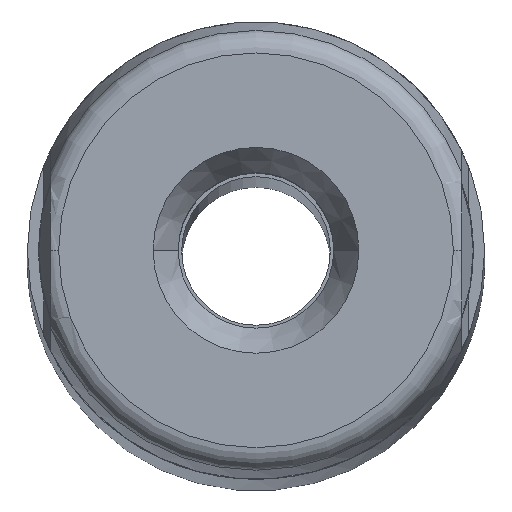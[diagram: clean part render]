
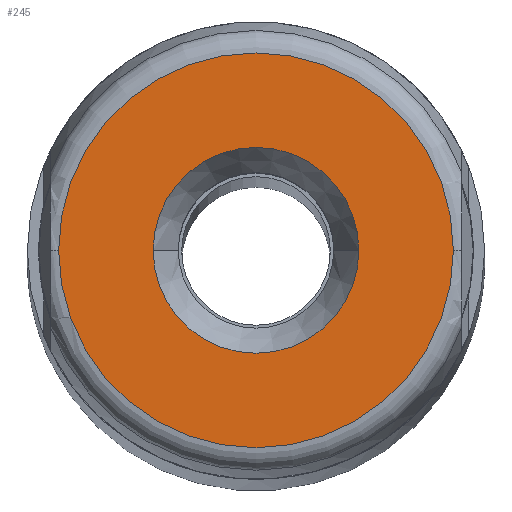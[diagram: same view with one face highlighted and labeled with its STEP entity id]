
A CAD part, top view. The second image highlights one B-rep face of the part: STEP entity #245.
In plain terms, the highlighted planar face has unit normal (0, 0, 1).
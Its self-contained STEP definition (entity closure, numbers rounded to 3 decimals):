
#148 = EDGE_CURVE ( 'NONE', #478, #343, #876, .T. ) ;
#186 = EDGE_LOOP ( 'NONE', ( #274, #267 ) ) ;
#240 = EDGE_LOOP ( 'NONE', ( #247, #357 ) ) ;
#245 = ADVANCED_FACE ( 'NONE', ( #938, #1032 ), #972, .F. ) ;
#247 = ORIENTED_EDGE ( 'NONE', *, *, #385, .T. ) ;
#264 = EDGE_CURVE ( 'NONE', #496, #486, #974, .T. ) ;
#267 = ORIENTED_EDGE ( 'NONE', *, *, #397, .F. ) ;
#274 = ORIENTED_EDGE ( 'NONE', *, *, #264, .F. ) ;
#343 = VERTEX_POINT ( 'NONE', #1114 ) ;
#357 = ORIENTED_EDGE ( 'NONE', *, *, #148, .T. ) ;
#385 = EDGE_CURVE ( 'NONE', #343, #478, #1331, .T. ) ;
#397 = EDGE_CURVE ( 'NONE', #486, #496, #1375, .T. ) ;
#478 = VERTEX_POINT ( 'NONE', #1266 ) ;
#486 = VERTEX_POINT ( 'NONE', #1482 ) ;
#496 = VERTEX_POINT ( 'NONE', #1470 ) ;
#866 = AXIS2_PLACEMENT_3D ( 'NONE', #871, #870, #869 ) ;
#869 = DIRECTION ( 'NONE',  ( 1., 0., 0. ) ) ;
#870 = DIRECTION ( 'NONE',  ( 0., 0., 1. ) ) ;
#871 = CARTESIAN_POINT ( 'NONE',  ( 0., 0., 0. ) ) ;
#876 = CIRCLE ( 'NONE', #866, 8.632 ) ;
#938 = FACE_BOUND ( 'NONE', #186, .T. ) ;
#964 = DIRECTION ( 'NONE',  ( -1., 0., 0. ) ) ;
#972 = PLANE ( 'NONE',  #1033 ) ;
#974 = CIRCLE ( 'NONE', #981, 4.5 ) ;
#981 = AXIS2_PLACEMENT_3D ( 'NONE', #1001, #1000, #999 ) ;
#999 = DIRECTION ( 'NONE',  ( 1., 0., 0. ) ) ;
#1000 = DIRECTION ( 'NONE',  ( 0., 0., 1. ) ) ;
#1001 = CARTESIAN_POINT ( 'NONE',  ( 0., 0., 0. ) ) ;
#1026 = CARTESIAN_POINT ( 'NONE',  ( 0., 0., 0. ) ) ;
#1027 = DIRECTION ( 'NONE',  ( 0., 0., -1. ) ) ;
#1032 = FACE_OUTER_BOUND ( 'NONE', #240, .T. ) ;
#1033 = AXIS2_PLACEMENT_3D ( 'NONE', #1026, #1027, #964 ) ;
#1114 = CARTESIAN_POINT ( 'NONE',  ( 8.632, 0., 0. ) ) ;
#1266 = CARTESIAN_POINT ( 'NONE',  ( -8.632, 0., 0. ) ) ;
#1322 = DIRECTION ( 'NONE',  ( 1., 0., 0. ) ) ;
#1323 = DIRECTION ( 'NONE',  ( 0., 0., 1. ) ) ;
#1324 = CARTESIAN_POINT ( 'NONE',  ( 0., 0., 0. ) ) ;
#1325 = AXIS2_PLACEMENT_3D ( 'NONE', #1324, #1323, #1322 ) ;
#1327 = AXIS2_PLACEMENT_3D ( 'NONE', #1385, #1384, #1383 ) ;
#1331 = CIRCLE ( 'NONE', #1327, 8.632 ) ;
#1375 = CIRCLE ( 'NONE', #1325, 4.5 ) ;
#1383 = DIRECTION ( 'NONE',  ( 1., 0., 0. ) ) ;
#1384 = DIRECTION ( 'NONE',  ( 0., 0., 1. ) ) ;
#1385 = CARTESIAN_POINT ( 'NONE',  ( 0., 0., 0. ) ) ;
#1470 = CARTESIAN_POINT ( 'NONE',  ( 4.5, 0., 0. ) ) ;
#1482 = CARTESIAN_POINT ( 'NONE',  ( -4.5, 0., 0. ) ) ;
